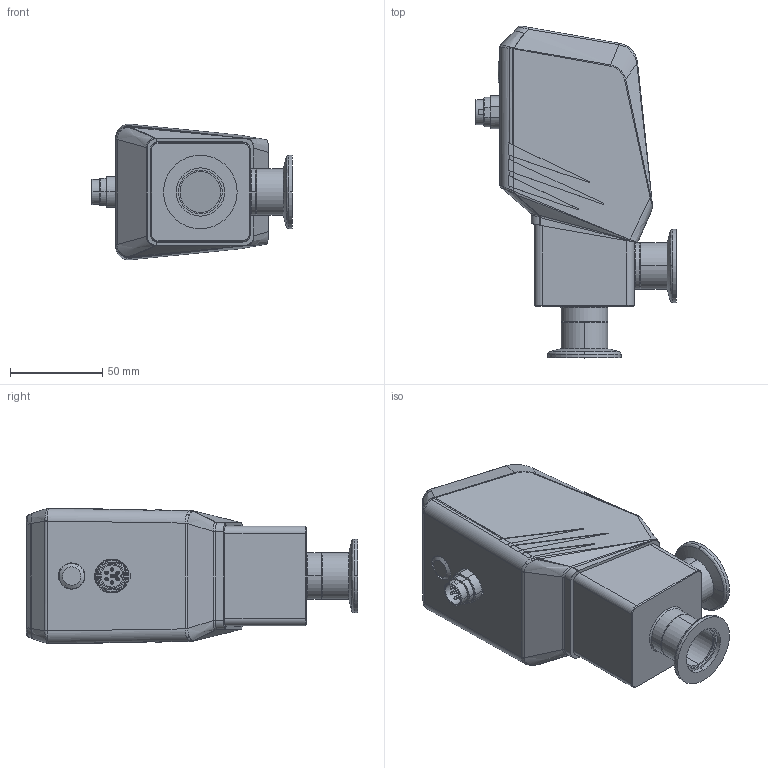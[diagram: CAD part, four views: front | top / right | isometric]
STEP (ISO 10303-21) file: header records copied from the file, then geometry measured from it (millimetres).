
FILE_DESCRIPTION (( 'STEP AP214' ), '1' );
FILE_NAME ('2000240478 SHELLED.STEP', '2024-12-11T21:52:34', ( '' ), ( '' ), 'SwSTEP 2.0', 'SolidWorks 2020', '' );
FILE_SCHEMA (( 'AUTOMOTIVE_DESIGN' ));
Length unit declared in the file: inch
Products named in the file (10): 22-00050_24-00082; 2000240478 SHELLED; 2000204252; 2000204373_NW25; 2000192993; 2000193615; 2000205549; NW-25B-100; 2000192992; 22-00049
Assembly tree (11 placements, depth 3):
  2000240478 SHELLED
    2000204252
      2000204373_NW25
      2000205549  x2
      NW-25B-100  x2
    22-00049
    22-00050_24-00082
    2000192993
    2000192992
    2000193615
Bounding box: 109.1 x 180.34 x 73.73 mm (x, y, z)
Volume: 151029.8 mm3; surface area: 118377.2 mm2
Topology: 9 solids, 10 shells, 1392 faces, 3745 edges, 2389 vertices
Faces by surface type: plane 552, bspline 355, cylinder 321, cone 128, torus 20, sphere 16
Entity records: 80612 total; most frequent: CARTESIAN_POINT 44432, ORIENTED_EDGE 7308, DIRECTION 4794, EDGE_CURVE 3661, VERTEX_POINT 2355, VECTOR 1602, LINE 1602, AXIS2_PLACEMENT_3D 1596
